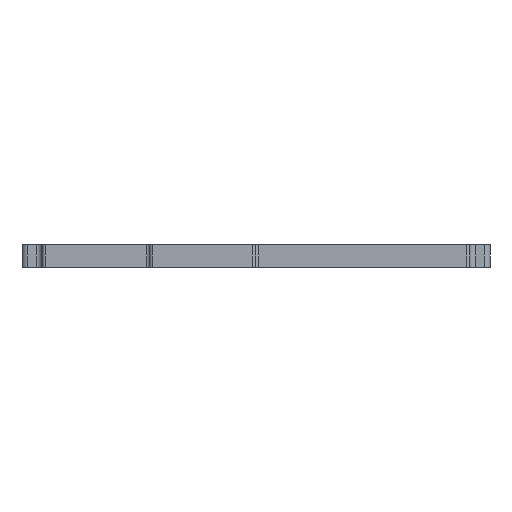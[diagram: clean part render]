
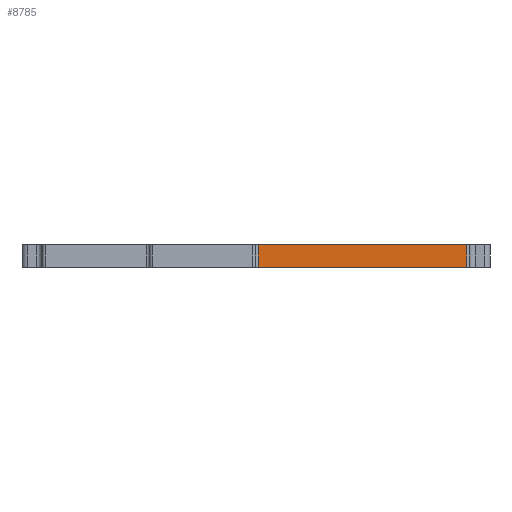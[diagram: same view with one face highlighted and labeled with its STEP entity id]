
A CAD part, left-side view. The second image highlights one B-rep face of the part: STEP entity #8785.
In plain terms, the highlighted planar face has unit normal (-1, 0, 0).
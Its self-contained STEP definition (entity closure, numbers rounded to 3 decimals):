
#62=PLANE('',#9246);
#370=FACE_OUTER_BOUND('',#815,.T.);
#815=EDGE_LOOP('',(#5962,#5963,#5964,#5965));
#1307=LINE('',#12485,#2375);
#1308=LINE('',#12488,#2376);
#1309=LINE('',#12490,#2377);
#1310=LINE('',#12491,#2378);
#2375=VECTOR('',#9973,10.);
#2376=VECTOR('',#9976,10.);
#2377=VECTOR('',#9977,10.);
#2378=VECTOR('',#9978,10.);
#3718=VERTEX_POINT('',#12478);
#3721=VERTEX_POINT('',#12483);
#3722=VERTEX_POINT('',#12487);
#3723=VERTEX_POINT('',#12489);
#4617=EDGE_CURVE('',#3721,#3718,#1307,.T.);
#4618=EDGE_CURVE('',#3722,#3721,#1308,.T.);
#4619=EDGE_CURVE('',#3723,#3722,#1309,.T.);
#4620=EDGE_CURVE('',#3718,#3723,#1310,.T.);
#5962=ORIENTED_EDGE('',*,*,#4617,.F.);
#5963=ORIENTED_EDGE('',*,*,#4618,.F.);
#5964=ORIENTED_EDGE('',*,*,#4619,.F.);
#5965=ORIENTED_EDGE('',*,*,#4620,.F.);
#8785=ADVANCED_FACE('',(#370),#62,.F.);
#9246=AXIS2_PLACEMENT_3D('',#12486,#9974,#9975);
#9973=DIRECTION('',(0.,0.,-1.));
#9974=DIRECTION('center_axis',(1.,0.,0.));
#9975=DIRECTION('ref_axis',(0.,-1.,0.));
#9976=DIRECTION('',(0.,-1.,0.));
#9977=DIRECTION('',(0.,0.,1.));
#9978=DIRECTION('',(0.,1.,0.));
#12478=CARTESIAN_POINT('',(128.688,-75.7,-2.5));
#12483=CARTESIAN_POINT('',(128.688,-75.7,1.5));
#12485=CARTESIAN_POINT('',(128.688,-75.7,0.75));
#12486=CARTESIAN_POINT('Origin',(128.688,-38.,1.5));
#12487=CARTESIAN_POINT('',(128.688,-38.5,1.5));
#12488=CARTESIAN_POINT('',(128.688,-38.05,1.5));
#12489=CARTESIAN_POINT('',(128.688,-38.5,-2.5));
#12490=CARTESIAN_POINT('',(128.688,-38.5,1.5));
#12491=CARTESIAN_POINT('',(128.688,-38.05,-2.5));
